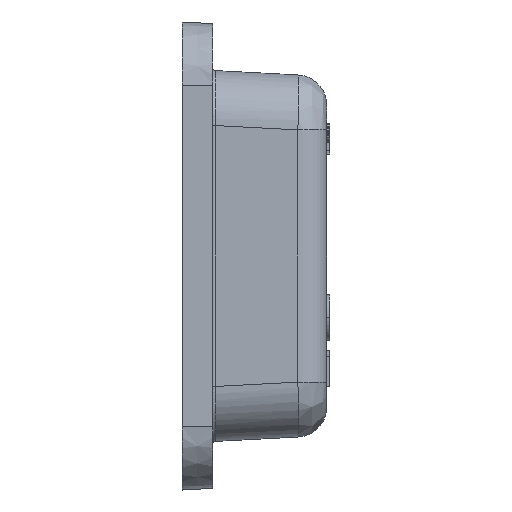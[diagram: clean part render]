
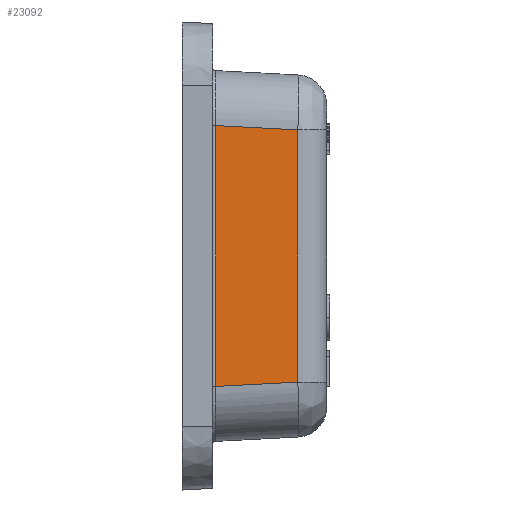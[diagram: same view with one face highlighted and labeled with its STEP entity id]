
A CAD part, left-side view. The second image highlights one B-rep face of the part: STEP entity #23092.
In plain terms, the highlighted planar face has unit normal (-0.999, -0.052, 0).
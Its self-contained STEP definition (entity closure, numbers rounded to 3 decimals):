
#2237=DIRECTION('',(0.,0.,1.));
#2238=VECTOR('',#2237,24.739);
#2239=CARTESIAN_POINT('',(-58.262,-26.657,
-12.369));
#2240=LINE('',#2239,#2238);
#2241=DIRECTION('',(0.052,-0.997,-0.052));
#2242=VECTOR('',#2241,8.095);
#2243=CARTESIAN_POINT('',(-58.685,-18.584,
12.793));
#2244=LINE('',#2243,#2242);
#2245=DIRECTION('',(-0.052,0.997,-0.052));
#2246=VECTOR('',#2245,8.095);
#2247=CARTESIAN_POINT('',(-58.262,-26.657,
-12.369));
#2248=LINE('',#2247,#2246);
#2249=DIRECTION('',(0.,0.,-1.));
#2250=VECTOR('',#2249,25.585);
#2251=CARTESIAN_POINT('',(-58.685,-18.584,
12.793));
#2252=LINE('',#2251,#2250);
#2287=CARTESIAN_POINT('',(-58.685,-18.584,
-12.793));
#2308=CARTESIAN_POINT('',(-58.262,-26.657,
-12.369));
#2450=CARTESIAN_POINT('',(-58.262,-26.657,
12.369));
#16518=CARTESIAN_POINT('',(-58.685,-18.584,
12.793));
#16519=VERTEX_POINT('',#16518);
#16521=VERTEX_POINT('',#2450);
#16539=VERTEX_POINT('',#2287);
#16540=VERTEX_POINT('',#2308);
#23078=CARTESIAN_POINT('',(-58.474,-22.621,
0.));
#23079=DIRECTION('',(0.999,0.052,0.));
#23080=DIRECTION('',(0.,0.,-1.));
#23081=AXIS2_PLACEMENT_3D('',#23078,#23079,#23080);
#23082=PLANE('',#23081);
#23084=ORIENTED_EDGE('',*,*,#23083,.F.);
#23086=ORIENTED_EDGE('',*,*,#23085,.T.);
#23087=ORIENTED_EDGE('',*,*,#23061,.F.);
#23089=ORIENTED_EDGE('',*,*,#23088,.T.);
#23090=EDGE_LOOP('',(#23084,#23086,#23087,#23089));
#23091=FACE_OUTER_BOUND('',#23090,.F.);
#23092=ADVANCED_FACE('',(#23091),#23082,.F.);
#23061=EDGE_CURVE('',#16540,#16521,#2240,.T.);
#23083=EDGE_CURVE('',#16519,#16539,#2252,.T.);
#23085=EDGE_CURVE('',#16519,#16521,#2244,.T.);
#23088=EDGE_CURVE('',#16540,#16539,#2248,.T.);
